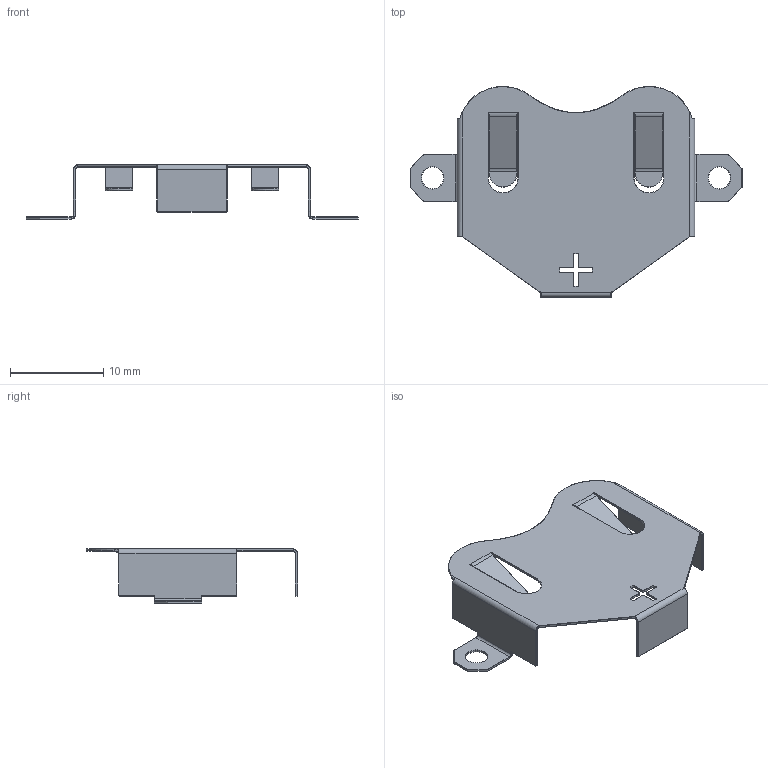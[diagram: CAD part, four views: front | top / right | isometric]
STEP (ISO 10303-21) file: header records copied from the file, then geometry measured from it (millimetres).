
FILE_DESCRIPTION(/* description */ (''),/* implementation_level */ '2;1');
FILE_NAME(/* name */ 'Keystone 3008 Coin Cell Holder.stp',/* time_stamp */ '2020-05-25T10:37:25+02:00',/* author */ ('diwou'),/* organization */ (''),/* preprocessor_version */ 'ST-DEVELOPER v18.1',/* originating_system */ 'Autodesk Inventor 2021',/* authorisation */ '');
FILE_SCHEMA (('AUTOMOTIVE_DESIGN { 1 0 10303 214 3 1 1 }'));
Length unit declared in the file: millimetre
Products named in the file (1): Keystone 3008 Coin Cell Holder
Bounding box: 35.56 x 22.61 x 5.84 mm (x, y, z)
Volume: 166.4 mm3; surface area: 1385.8 mm2
Topology: 1 solids, 1 shells, 422 faces, 966 edges, 546 vertices
Faces by surface type: cylinder 186, torus 124, plane 69, bspline 27, sphere 16
Full cylindrical faces by diameter (mm): 2.36 x2
Entity records: 12701 total; most frequent: CARTESIAN_POINT 3012, DIRECTION 2228, ORIENTED_EDGE 1932, EDGE_CURVE 966, AXIS2_PLACEMENT_3D 930, VERTEX_POINT 546, CIRCLE 534, EDGE_LOOP 432
